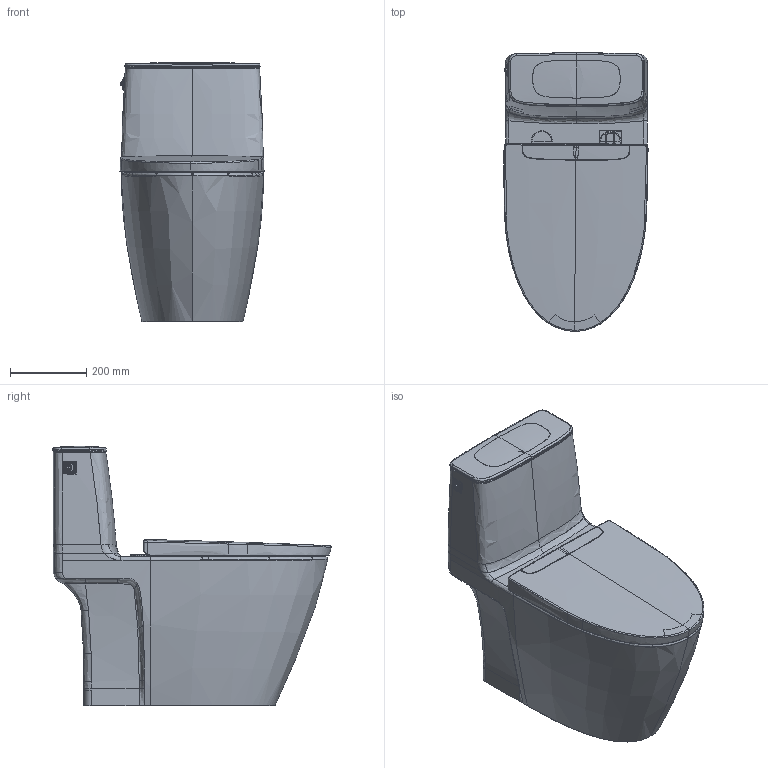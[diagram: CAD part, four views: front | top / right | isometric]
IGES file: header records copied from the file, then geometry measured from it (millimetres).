
Start section:  PTC IGES file: s200op-touchlees.igs
Global section: file name: s200op-touchlees.igs; native system: Creo Parametric by PTC Inc.; preprocessor: 2019224; author: 11016076; organization: Unknown; date: 20210615.071027; units: millimetre
Bounding box: 377.84 x 730.42 x 679.94 mm (x, y, z)
Surface area: 2128409.3 mm2 (no closed solid volume)
Topology: 0 solids, 0 shells, 2953 faces, 29263 edges, 35546 vertices
Faces by surface type: bspline 1469, revolution 1316, extrusion 168
